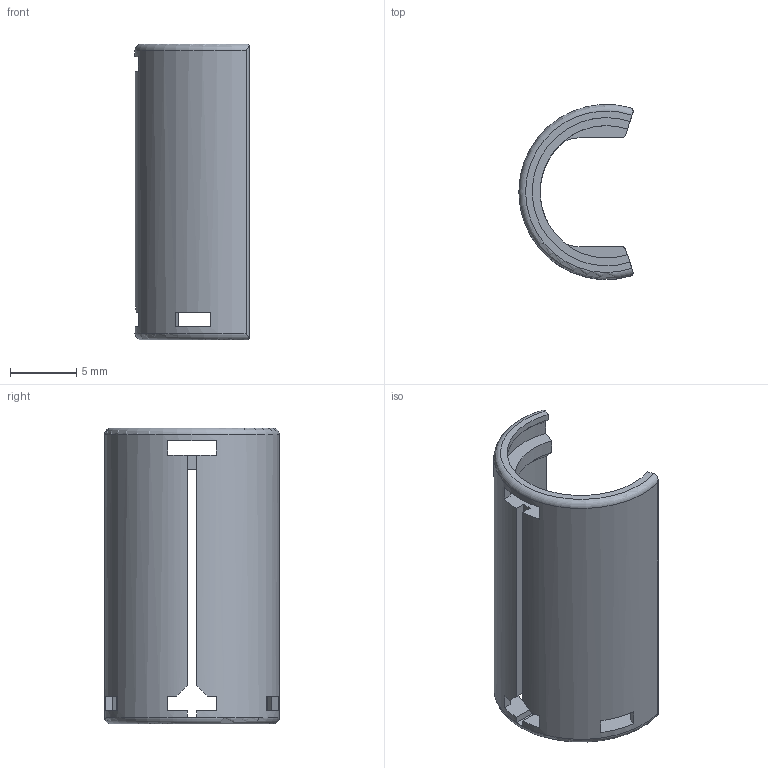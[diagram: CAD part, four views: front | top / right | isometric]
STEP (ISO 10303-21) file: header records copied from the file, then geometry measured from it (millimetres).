
FILE_DESCRIPTION(/* description */ ('STEP AP242','CAx-IF Rec.Pracs.---Representation and Presentation of Product Manufacturing Information (PMI)---4.0---2014-10-13','CAx-IF Rec.Pracs.---3D Tessellated Geometry---0.4---2014-09-14','2;1'),/* implementation_level */ '2;1');
FILE_NAME(/* name */ '689e36356c67b5101a787dae',/* time_stamp */ '2025-08-14T19:17:10Z',/* author */ (''),/* organization */ (''),/* preprocessor_version */ 'ST-DEVELOPER v20',/* originating_system */ 'ONSHAPE BY PTC INC, 1.202',/* authorisation */ ' ');
FILE_SCHEMA (('AP242_MANAGED_MODEL_BASED_3D_ENGINEERING_MIM_LF { 1 0 10303 442 1 1 4 }'));
Length unit declared in the file: metre
Products named in the file (1): housing
Bounding box: 8.62 x 13.18 x 22.35 mm (x, y, z)
Volume: 398.9 mm3; surface area: 1189.8 mm2
Topology: 1 solids, 1 shells, 52 faces, 162 edges, 106 vertices
Faces by surface type: plane 29, cylinder 18, cone 3, torus 2
Entity records: 1862 total; most frequent: CARTESIAN_POINT 339, ORIENTED_EDGE 324, DIRECTION 322, EDGE_CURVE 162, AXIS2_PLACEMENT_3D 113, VERTEX_POINT 106, LINE 96, VECTOR 96
